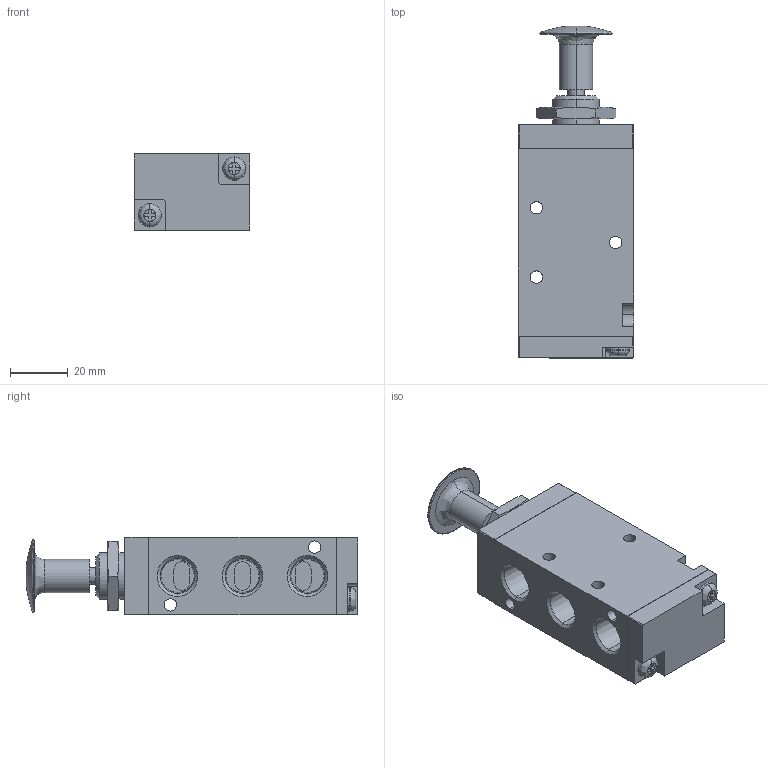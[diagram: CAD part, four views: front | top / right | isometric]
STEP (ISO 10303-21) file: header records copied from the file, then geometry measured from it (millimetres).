
FILE_DESCRIPTION (( 'STEP AP203' ), '1' );
FILE_NAME ('AVS-537D2-PP.step', '2016-02-04T21:20:08', ( '' ), ( '' ), 'SwSTEP 2.0', 'SolidWorks 2015', '' );
FILE_SCHEMA (( 'CONFIG_CONTROL_DESIGN' ));
Length unit declared in the file: inch
Products named in the file (1): AVS-537D2-PP
Bounding box: 40 x 115 x 27 mm (x, y, z)
Volume: 82312 mm3; surface area: 25617.9 mm2
Topology: 4 solids, 4 shells, 252 faces, 612 edges, 396 vertices
Faces by surface type: plane 140, cylinder 62, cone 34, bspline 16
Entity records: 8083 total; most frequent: CARTESIAN_POINT 2117, ORIENTED_EDGE 1224, DIRECTION 1202, EDGE_CURVE 612, AXIS2_PLACEMENT_3D 425, VERTEX_POINT 396, LINE 352, VECTOR 352
